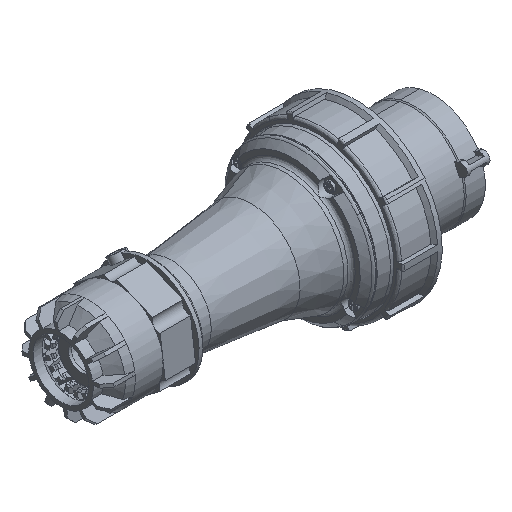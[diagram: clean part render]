
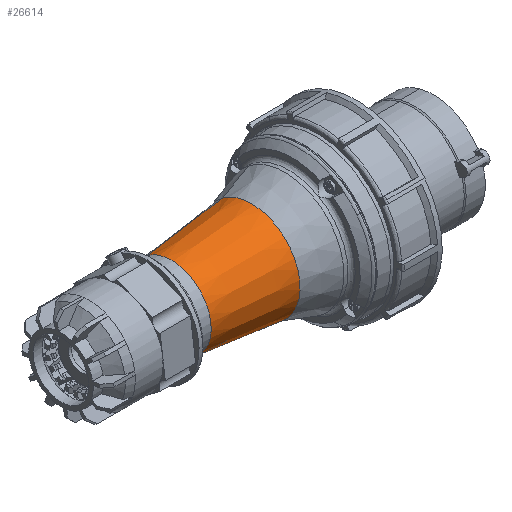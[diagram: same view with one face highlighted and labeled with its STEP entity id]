
A CAD part, isometric view. The second image highlights one B-rep face of the part: STEP entity #26614.
In plain terms, the highlighted conical face has half-angle 6.192 degrees and reference radius 32 mm.
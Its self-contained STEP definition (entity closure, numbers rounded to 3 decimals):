
#1209 = CARTESIAN_POINT ( 'NONE',  ( -53., -19.48, -25.387 ) ) ;
#1761 = CARTESIAN_POINT ( 'NONE',  ( -53., 0., 0. ) ) ;
#3412 = LINE ( 'NONE', #42199, #24269 ) ;
#3913 = EDGE_LOOP ( 'NONE', ( #52876, #7830, #25266, #60799 ) ) ;
#7830 = ORIENTED_EDGE ( 'NONE', *, *, #9406, .T. ) ;
#9406 = EDGE_CURVE ( 'NONE', #52713, #10708, #11940, .T. ) ;
#9864 = CARTESIAN_POINT ( 'NONE',  ( -53., 19.48, 25.387 ) ) ;
#10053 = CARTESIAN_POINT ( 'NONE',  ( -106., -15.98, -20.826 ) ) ;
#10673 = EDGE_CURVE ( 'NONE', #52713, #39900, #3412, .T. ) ;
#10708 = VERTEX_POINT ( 'NONE', #10053 ) ;
#11940 = CIRCLE ( 'NONE', #47472, 26.25 ) ;
#13755 = DIRECTION ( 'NONE',  ( 0., -0.609, -0.793 ) ) ;
#22224 = EDGE_CURVE ( 'NONE', #10708, #41295, #49514, .T. ) ;
#24269 = VECTOR ( 'NONE', #61558, 1000. ) ;
#25083 = DIRECTION ( 'NONE',  ( 0.994, -0.066, -0.086 ) ) ;
#25266 = ORIENTED_EDGE ( 'NONE', *, *, #22224, .T. ) ;
#26614 = ADVANCED_FACE ( 'NONE', ( #56673 ), #59312, .T. ) ;
#27850 = CARTESIAN_POINT ( 'NONE',  ( -53., -19.48, -25.387 ) ) ;
#28520 = CARTESIAN_POINT ( 'NONE',  ( -106., 15.98, 20.826 ) ) ;
#28708 = CARTESIAN_POINT ( 'NONE',  ( -53., 0., 0. ) ) ;
#28893 = DIRECTION ( 'NONE',  ( 1., 0., 0. ) ) ;
#32504 = CIRCLE ( 'NONE', #42723, 32. ) ;
#33919 = DIRECTION ( 'NONE',  ( 0., -0.793, 0.609 ) ) ;
#38408 = CARTESIAN_POINT ( 'NONE',  ( -106., 0., 0. ) ) ;
#39900 = VERTEX_POINT ( 'NONE', #9864 ) ;
#41295 = VERTEX_POINT ( 'NONE', #27850 ) ;
#42199 = CARTESIAN_POINT ( 'NONE',  ( -53., 19.48, 25.387 ) ) ;
#42723 = AXIS2_PLACEMENT_3D ( 'NONE', #1761, #59292, #58974 ) ;
#47472 = AXIS2_PLACEMENT_3D ( 'NONE', #38408, #28893, #33919 ) ;
#48086 = DIRECTION ( 'NONE',  ( 1., 0., 0. ) ) ;
#49514 = LINE ( 'NONE', #1209, #53090 ) ;
#52215 = AXIS2_PLACEMENT_3D ( 'NONE', #28708, #48086, #13755 ) ;
#52713 = VERTEX_POINT ( 'NONE', #28520 ) ;
#52876 = ORIENTED_EDGE ( 'NONE', *, *, #10673, .F. ) ;
#53090 = VECTOR ( 'NONE', #25083, 1000. ) ;
#56673 = FACE_OUTER_BOUND ( 'NONE', #3913, .T. ) ;
#58974 = DIRECTION ( 'NONE',  ( 0., -0.793, 0.609 ) ) ;
#59292 = DIRECTION ( 'NONE',  ( -1., 0., 0. ) ) ;
#59312 = CONICAL_SURFACE ( 'NONE', #52215, 32., 0.108 ) ;
#60593 = EDGE_CURVE ( 'NONE', #41295, #39900, #32504, .T. ) ;
#60799 = ORIENTED_EDGE ( 'NONE', *, *, #60593, .T. ) ;
#61558 = DIRECTION ( 'NONE',  ( 0.994, 0.066, 0.086 ) ) ;
